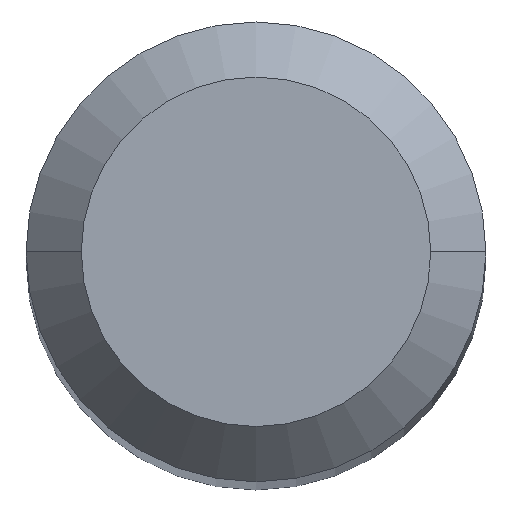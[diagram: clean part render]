
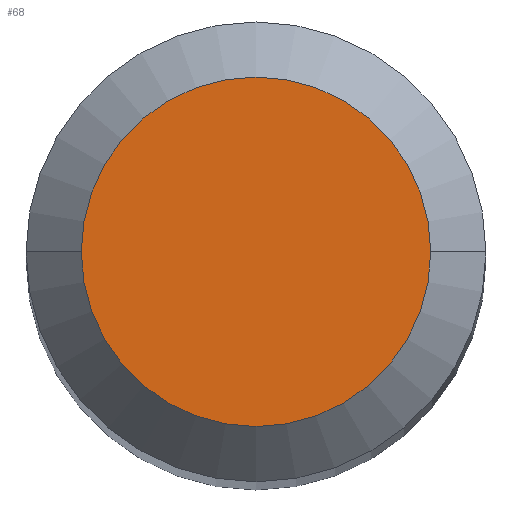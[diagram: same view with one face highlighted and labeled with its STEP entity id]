
A CAD part, top view. The second image highlights one B-rep face of the part: STEP entity #68.
In plain terms, the highlighted planar face has unit normal (0, 0, 1).
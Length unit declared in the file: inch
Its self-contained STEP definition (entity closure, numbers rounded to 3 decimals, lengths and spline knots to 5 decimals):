
#51 = CIRCLE ( 'NONE', #387, 0.0475 ) ;
#68 = ADVANCED_FACE ( 'NONE', ( #329 ), #258, .F. ) ;
#76 = AXIS2_PLACEMENT_3D ( 'NONE', #378, #291, #368 ) ;
#82 = ORIENTED_EDGE ( 'NONE', *, *, #315, .T. ) ;
#103 = DIRECTION ( 'NONE',  ( 0., 0., -1. ) ) ;
#125 = VERTEX_POINT ( 'NONE', #371 ) ;
#138 = CARTESIAN_POINT ( 'NONE',  ( 0., 0.0475, 0. ) ) ;
#160 = EDGE_CURVE ( 'NONE', #125, #351, #51, .T. ) ;
#176 = CARTESIAN_POINT ( 'NONE',  ( 0., 0., 0. ) ) ;
#249 = DIRECTION ( 'NONE',  ( 0., 0., 1. ) ) ;
#258 = PLANE ( 'NONE',  #383 ) ;
#287 = CIRCLE ( 'NONE', #76, 0.0475 ) ;
#291 = DIRECTION ( 'NONE',  ( 0., 0., 1. ) ) ;
#315 = EDGE_CURVE ( 'NONE', #351, #125, #287, .T. ) ;
#329 = FACE_OUTER_BOUND ( 'NONE', #465, .T. ) ;
#347 = ORIENTED_EDGE ( 'NONE', *, *, #160, .T. ) ;
#351 = VERTEX_POINT ( 'NONE', #446 ) ;
#368 = DIRECTION ( 'NONE',  ( 1., 0., 0. ) ) ;
#371 = CARTESIAN_POINT ( 'NONE',  ( 0.0475, 0., 0. ) ) ;
#376 = DIRECTION ( 'NONE',  ( -1., 0., 0. ) ) ;
#378 = CARTESIAN_POINT ( 'NONE',  ( 0., 0., 0. ) ) ;
#383 = AXIS2_PLACEMENT_3D ( 'NONE', #138, #103, #376 ) ;
#387 = AXIS2_PLACEMENT_3D ( 'NONE', #176, #249, #402 ) ;
#402 = DIRECTION ( 'NONE',  ( 1., 0., 0. ) ) ;
#446 = CARTESIAN_POINT ( 'NONE',  ( -0.0475, 0., 0. ) ) ;
#465 = EDGE_LOOP ( 'NONE', ( #82, #347 ) ) ;
